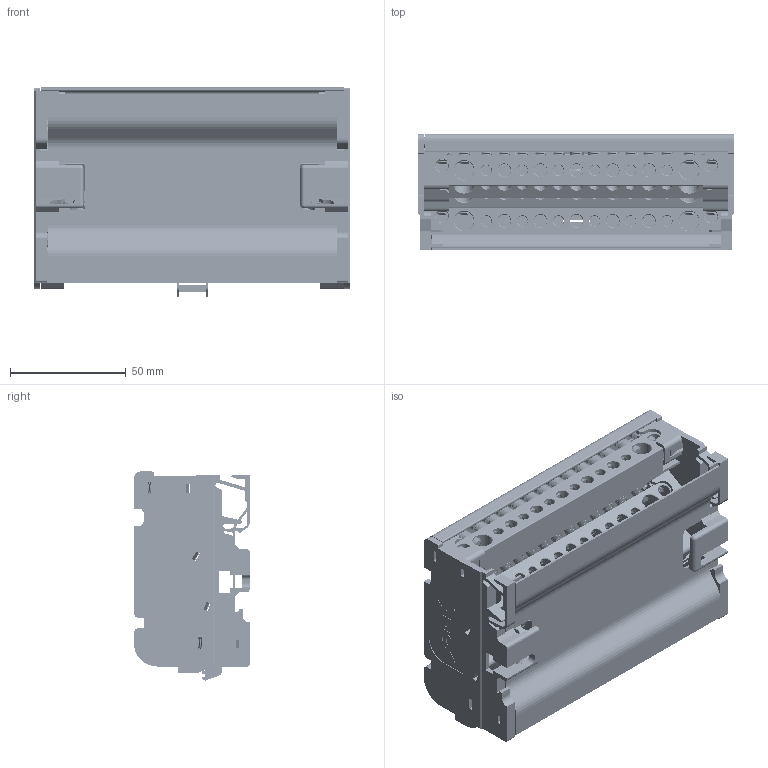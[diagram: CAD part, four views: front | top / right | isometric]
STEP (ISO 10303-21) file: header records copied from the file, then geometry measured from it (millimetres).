
FILE_DESCRIPTION (( 'STEP AP203' ), '1' );
FILE_NAME ('QM410015C.STEP', '2025-09-24T16:23:59', ( '' ), ( '' ), 'SwSTEP 2.0', 'SolidWorks 2022', '' );
FILE_SCHEMA (( 'CONFIG_CONTROL_DESIGN' ));
Length unit declared in the file: millimetre
Products named in the file (10): SAVTCR510G; SG9907DX_senza logo ; SG9907SX_logo grande; SG9907_15CON-chiuso; SS9915; SABUS10015; SABAR10015; SP9915_SP9915; QM410015C; SC410015_SC9915
Assembly tree (29 placements, depth 3):
  QM410015C
    SG9907_15CON-chiuso
      SG9907SX_logo grande
    SS9915  x4
    SABAR10015  x4
      SABUS10015
      SAVTCR510G
    SP9915_SP9915
    SC410015_SC9915
    SG9907DX_senza logo 
Bounding box: 136.6 x 50.15 x 90.26 mm (x, y, z)
Volume: 121733.2 mm3; surface area: 166452.6 mm2
Topology: 72 solids, 72 shells, 5448 faces, 14942 edges, 9662 vertices
Faces by surface type: cylinder 2278, plane 2169, bspline 517, cone 480, sphere 4
Entity records: 47493 total; most frequent: CARTESIAN_POINT 11390, ORIENTED_EDGE 7502, DIRECTION 6813, EDGE_CURVE 3751, VECTOR 2751, LINE 2751, VERTEX_POINT 2424, AXIS2_PLACEMENT_3D 2031
